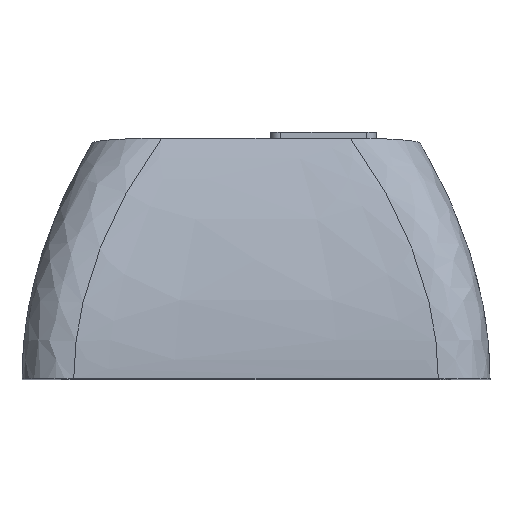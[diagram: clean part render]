
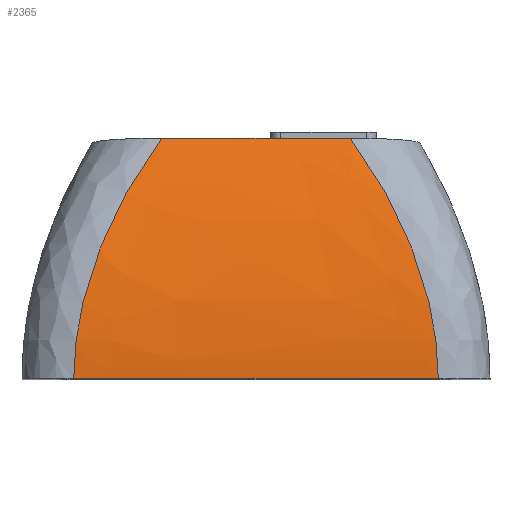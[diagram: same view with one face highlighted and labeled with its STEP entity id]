
A CAD part, top view. The second image highlights one B-rep face of the part: STEP entity #2365.
In plain terms, the highlighted free-form (B-spline) face has degree [3, 3] with [4, 4] control points.
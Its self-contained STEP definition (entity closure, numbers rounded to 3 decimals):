
#57=B_SPLINE_SURFACE_WITH_KNOTS('',3,3,((#3108,#3109,#3110,#3111),(#3112,
#3113,#3114,#3115),(#3116,#3117,#3118,#3119),(#3120,#3121,#3122,#3123)),
 .UNSPECIFIED.,.F.,.F.,.F.,(4,4),(4,4),(0.,1.),(0.,1.),.UNSPECIFIED.);
#112=B_SPLINE_CURVE_WITH_KNOTS('',3,(#3128,#3129,#3130,#3131),
 .UNSPECIFIED.,.F.,.F.,(4,4),(0.,1.),.UNSPECIFIED.);
#113=B_SPLINE_CURVE_WITH_KNOTS('',3,(#3134,#3135,#3136,#3137),
 .UNSPECIFIED.,.F.,.F.,(4,4),(0.,1.),.UNSPECIFIED.);
#234=FACE_OUTER_BOUND('',#365,.T.);
#365=EDGE_LOOP('',(#1589,#1590,#1591,#1592));
#524=LINE('',#3126,#747);
#525=LINE('',#3133,#748);
#747=VECTOR('',#2644,10.);
#748=VECTOR('',#2645,10.);
#970=VERTEX_POINT('',#3124);
#971=VERTEX_POINT('',#3125);
#972=VERTEX_POINT('',#3127);
#973=VERTEX_POINT('',#3132);
#1218=EDGE_CURVE('',#970,#971,#524,.T.);
#1219=EDGE_CURVE('',#971,#972,#112,.T.);
#1220=EDGE_CURVE('',#973,#972,#525,.T.);
#1221=EDGE_CURVE('',#970,#973,#113,.T.);
#1589=ORIENTED_EDGE('',*,*,#1218,.T.);
#1590=ORIENTED_EDGE('',*,*,#1219,.T.);
#1591=ORIENTED_EDGE('',*,*,#1220,.F.);
#1592=ORIENTED_EDGE('',*,*,#1221,.F.);
#2365=ADVANCED_FACE('',(#234),#57,.T.);
#2644=DIRECTION('',(-1.,0.,0.));
#2645=DIRECTION('',(-1.,0.,0.));
#3108=CARTESIAN_POINT('Ctrl Pts',(12.7,9.309,15.363));
#3109=CARTESIAN_POINT('Ctrl Pts',(14.967,6.206,17.188));
#3110=CARTESIAN_POINT('Ctrl Pts',(16.1,2.956,18.1));
#3111=CARTESIAN_POINT('Ctrl Pts',(16.1,0.,18.1));
#3112=CARTESIAN_POINT('Ctrl Pts',(11.286,9.309,15.363));
#3113=CARTESIAN_POINT('Ctrl Pts',(13.336,6.206,17.149));
#3114=CARTESIAN_POINT('Ctrl Pts',(15.053,2.956,18.1));
#3115=CARTESIAN_POINT('Ctrl Pts',(15.053,0.,
18.1));
#3116=CARTESIAN_POINT('Ctrl Pts',(6.814,9.309,15.363));
#3117=CARTESIAN_POINT('Ctrl Pts',(4.764,6.206,17.149));
#3118=CARTESIAN_POINT('Ctrl Pts',(3.047,2.956,18.1));
#3119=CARTESIAN_POINT('Ctrl Pts',(3.047,0.,
18.1));
#3120=CARTESIAN_POINT('Ctrl Pts',(5.4,9.309,15.363));
#3121=CARTESIAN_POINT('Ctrl Pts',(3.133,6.206,17.188));
#3122=CARTESIAN_POINT('Ctrl Pts',(2.,2.956,18.1));
#3123=CARTESIAN_POINT('Ctrl Pts',(2.,0.,18.1));
#3124=CARTESIAN_POINT('',(12.7,9.309,15.363));
#3125=CARTESIAN_POINT('',(5.4,9.309,15.363));
#3126=CARTESIAN_POINT('',(12.7,9.309,15.363));
#3127=CARTESIAN_POINT('',(2.,0.,18.1));
#3128=CARTESIAN_POINT('Ctrl Pts',(5.4,9.309,15.363));
#3129=CARTESIAN_POINT('Ctrl Pts',(3.133,6.206,17.188));
#3130=CARTESIAN_POINT('Ctrl Pts',(2.,2.956,18.1));
#3131=CARTESIAN_POINT('Ctrl Pts',(2.,0.,18.1));
#3132=CARTESIAN_POINT('',(16.1,0.,18.1));
#3133=CARTESIAN_POINT('',(16.1,0.,18.1));
#3134=CARTESIAN_POINT('Ctrl Pts',(12.7,9.309,15.363));
#3135=CARTESIAN_POINT('Ctrl Pts',(14.967,6.206,17.188));
#3136=CARTESIAN_POINT('Ctrl Pts',(16.1,2.956,18.1));
#3137=CARTESIAN_POINT('Ctrl Pts',(16.1,0.,18.1));
